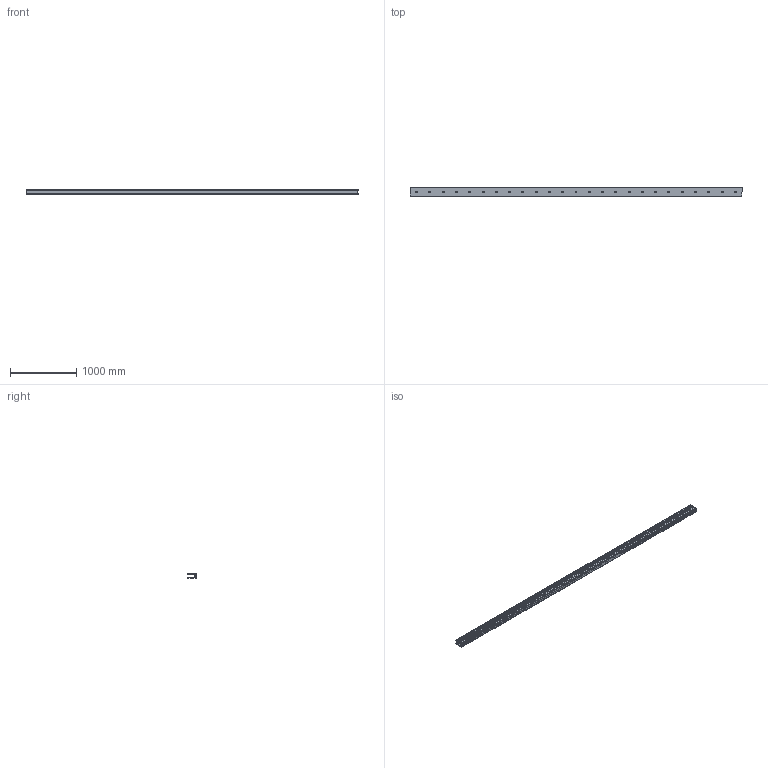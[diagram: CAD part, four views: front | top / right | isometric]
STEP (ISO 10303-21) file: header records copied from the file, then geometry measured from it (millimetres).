
FILE_DESCRIPTION (( 'STEP AP214' ), '1' );
FILE_NAME ('AL_0005-UNO-5000-S-E.STEP', '2023-12-14T08:18:20', ( '' ), ( '' ), 'SwSTEP 2.0', 'SolidWorks 2019', '' );
FILE_SCHEMA (( 'AUTOMOTIVE_DESIGN' ));
Length unit declared in the file: millimetre
Products named in the file (1): AL_0005-UNO-5000-S-E
Bounding box: 5000 x 130 x 66 mm (x, y, z)
Volume: 11418301.6 mm3; surface area: 6766759.7 mm2
Topology: 1 solids, 1 shells, 1431 faces, 4566 edges, 3044 vertices
Faces by surface type: cylinder 862, plane 569
Entity records: 55768 total; most frequent: CARTESIAN_POINT 17386, ORIENTED_EDGE 9132, DIRECTION 6860, EDGE_CURVE 4566, VERTEX_POINT 3044, AXIS2_PLACEMENT_3D 2358, VECTOR 2144, LINE 2144
